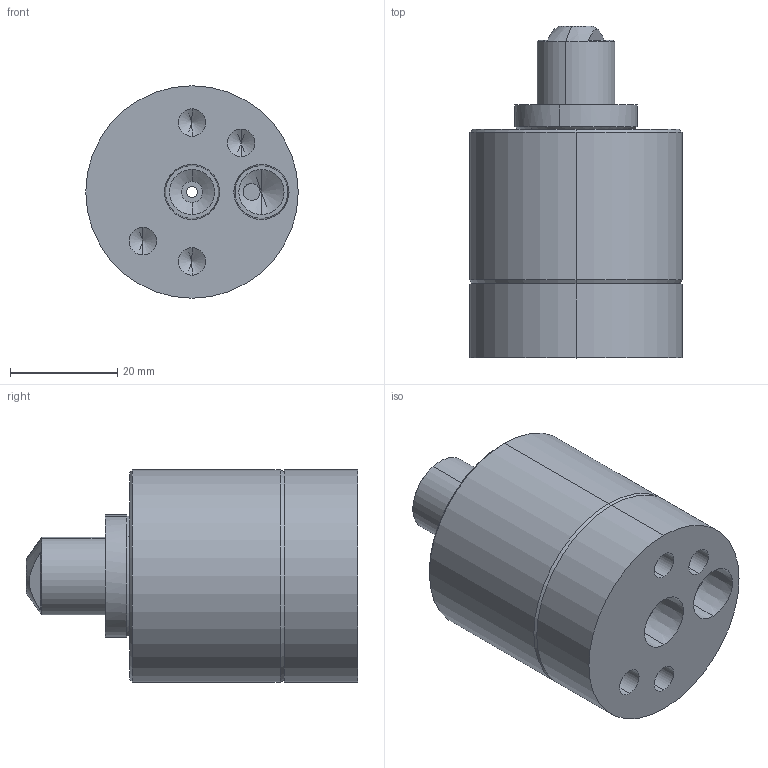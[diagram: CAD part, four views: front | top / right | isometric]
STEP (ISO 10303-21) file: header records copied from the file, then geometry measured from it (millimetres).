
FILE_DESCRIPTION (( 'STEP AP214' ), '1' );
FILE_NAME ('CTSC-002423.STEP', '2025-01-07T13:45:59', ( '' ), ( '' ), 'SwSTEP 2.0', 'SolidWorks 2023', '' );
FILE_SCHEMA (( 'AUTOMOTIVE_DESIGN' ));
Length unit declared in the file: inch
Products named in the file (1): CTSC-002423
Bounding box: 39.62 x 61.9 x 39.62 mm (x, y, z)
Volume: 53361.2 mm3; surface area: 12293.1 mm2
Topology: 1 solids, 3 shells, 87 faces, 189 edges, 113 vertices
Faces by surface type: cylinder 35, cone 28, plane 22, torus 2
Entity records: 3323 total; most frequent: CARTESIAN_POINT 490, DIRECTION 447, ORIENTED_EDGE 358, AXIS2_PLACEMENT_3D 186, EDGE_CURVE 179, VERTEX_POINT 113, EDGE_LOOP 108, CIRCLE 98
